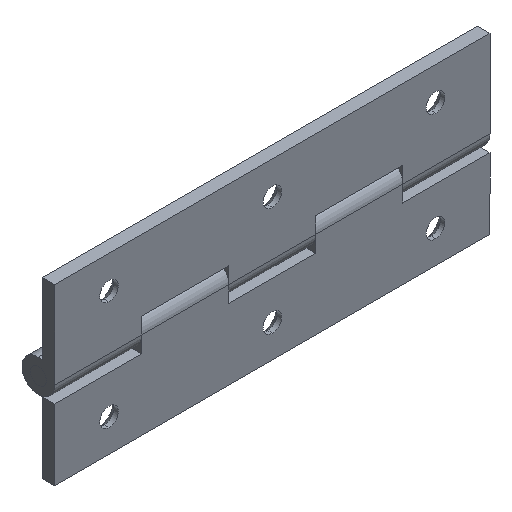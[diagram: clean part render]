
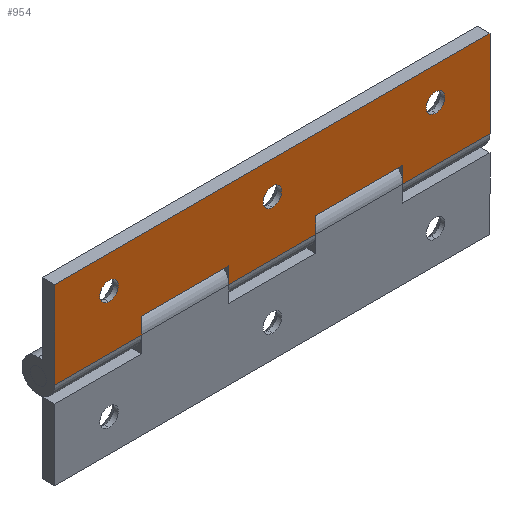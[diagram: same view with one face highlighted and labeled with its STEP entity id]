
A CAD part, isometric view. The second image highlights one B-rep face of the part: STEP entity #954.
In plain terms, the highlighted planar face has unit normal (0, -1, 0).
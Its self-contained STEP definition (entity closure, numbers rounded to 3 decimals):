
#3 = ORIENTED_EDGE ( 'NONE', *, *, #761, .T. ) ;
#36 = ORIENTED_EDGE ( 'NONE', *, *, #37, .F. ) ;
#37 = EDGE_CURVE ( 'NONE', #369, #281, #806, .T. ) ;
#62 = VERTEX_POINT ( 'NONE', #1152 ) ;
#63 = VERTEX_POINT ( 'NONE', #1147 ) ;
#66 = EDGE_CURVE ( 'NONE', #62, #63, #1132, .T. ) ;
#129 = EDGE_CURVE ( 'NONE', #130, #131, #1124, .T. ) ;
#130 = VERTEX_POINT ( 'NONE', #1120 ) ;
#131 = VERTEX_POINT ( 'NONE', #1119 ) ;
#150 = VERTEX_POINT ( 'NONE', #1055 ) ;
#152 = EDGE_CURVE ( 'NONE', #150, #153, #1054, .T. ) ;
#153 = VERTEX_POINT ( 'NONE', #1049 ) ;
#177 = ORIENTED_EDGE ( 'NONE', *, *, #178, .F. ) ;
#178 = EDGE_CURVE ( 'NONE', #281, #770, #1314, .T. ) ;
#179 = EDGE_CURVE ( 'NONE', #180, #252, #1343, .T. ) ;
#180 = VERTEX_POINT ( 'NONE', #1232 ) ;
#181 = ORIENTED_EDGE ( 'NONE', *, *, #182, .F. ) ;
#182 = EDGE_CURVE ( 'NONE', #811, #180, #1338, .T. ) ;
#248 = ORIENTED_EDGE ( 'NONE', *, *, #772, .F. ) ;
#251 = ORIENTED_EDGE ( 'NONE', *, *, #179, .F. ) ;
#252 = VERTEX_POINT ( 'NONE', #1267 ) ;
#281 = VERTEX_POINT ( 'NONE', #1324 ) ;
#290 = ORIENTED_EDGE ( 'NONE', *, *, #291, .F. ) ;
#291 = EDGE_CURVE ( 'NONE', #252, #369, #1428, .T. ) ;
#369 = VERTEX_POINT ( 'NONE', #1487 ) ;
#453 = EDGE_CURVE ( 'NONE', #927, #762, #1823, .T. ) ;
#454 = ORIENTED_EDGE ( 'NONE', *, *, #926, .F. ) ;
#455 = ORIENTED_EDGE ( 'NONE', *, *, #453, .T. ) ;
#761 = EDGE_CURVE ( 'NONE', #762, #773, #2136, .T. ) ;
#762 = VERTEX_POINT ( 'NONE', #2132 ) ;
#768 = VERTEX_POINT ( 'NONE', #2297 ) ;
#770 = VERTEX_POINT ( 'NONE', #2291 ) ;
#772 = EDGE_CURVE ( 'NONE', #770, #773, #2290, .T. ) ;
#773 = VERTEX_POINT ( 'NONE', #2286 ) ;
#803 = DIRECTION ( 'NONE',  ( -1., 0., 0. ) ) ;
#804 = VECTOR ( 'NONE', #803, 1000. ) ;
#805 = CARTESIAN_POINT ( 'NONE',  ( -24., -3., 3. ) ) ;
#806 = LINE ( 'NONE', #805, #804 ) ;
#810 = VERTEX_POINT ( 'NONE', #2226 ) ;
#811 = VERTEX_POINT ( 'NONE', #2225 ) ;
#812 = ORIENTED_EDGE ( 'NONE', *, *, #813, .F. ) ;
#813 = EDGE_CURVE ( 'NONE', #913, #810, #2224, .T. ) ;
#814 = ORIENTED_EDGE ( 'NONE', *, *, #912, .F. ) ;
#845 = EDGE_CURVE ( 'NONE', #63, #62, #2157, .T. ) ;
#912 = EDGE_CURVE ( 'NONE', #768, #913, #2454, .T. ) ;
#913 = VERTEX_POINT ( 'NONE', #2483 ) ;
#916 = EDGE_LOOP ( 'NONE', ( #917, #919 ) ) ;
#917 = ORIENTED_EDGE ( 'NONE', *, *, #918, .T. ) ;
#918 = EDGE_CURVE ( 'NONE', #153, #150, #2386, .T. ) ;
#919 = ORIENTED_EDGE ( 'NONE', *, *, #152, .T. ) ;
#920 = EDGE_LOOP ( 'NONE', ( #921, #812, #814, #454, #455, #3, #248, #177, #36, #290, #251, #181 ) ) ;
#921 = ORIENTED_EDGE ( 'NONE', *, *, #922, .F. ) ;
#922 = EDGE_CURVE ( 'NONE', #810, #811, #2381, .T. ) ;
#926 = EDGE_CURVE ( 'NONE', #927, #768, #2367, .T. ) ;
#927 = VERTEX_POINT ( 'NONE', #2363 ) ;
#954 = ADVANCED_FACE ( 'NONE', ( #2356, #2355, #2354, #2353 ), #2352, .F. ) ;
#955 = EDGE_LOOP ( 'NONE', ( #979, #981 ) ) ;
#956 = ORIENTED_EDGE ( 'NONE', *, *, #66, .T. ) ;
#979 = ORIENTED_EDGE ( 'NONE', *, *, #980, .T. ) ;
#980 = EDGE_CURVE ( 'NONE', #131, #130, #2405, .T. ) ;
#981 = ORIENTED_EDGE ( 'NONE', *, *, #129, .T. ) ;
#982 = EDGE_LOOP ( 'NONE', ( #983, #956 ) ) ;
#983 = ORIENTED_EDGE ( 'NONE', *, *, #845, .T. ) ;
#1049 = CARTESIAN_POINT ( 'NONE',  ( 30., -3., 11.7 ) ) ;
#1050 = DIRECTION ( 'NONE',  ( 0., 0., 1. ) ) ;
#1051 = DIRECTION ( 'NONE',  ( 0., 1., 0. ) ) ;
#1052 = CARTESIAN_POINT ( 'NONE',  ( 30., -3., 10. ) ) ;
#1053 = AXIS2_PLACEMENT_3D ( 'NONE', #1052, #1051, #1050 ) ;
#1054 = CIRCLE ( 'NONE', #1053, 1.7 ) ;
#1055 = CARTESIAN_POINT ( 'NONE',  ( 30., -3., 8.3 ) ) ;
#1119 = CARTESIAN_POINT ( 'NONE',  ( -30., -3., 11.7 ) ) ;
#1120 = CARTESIAN_POINT ( 'NONE',  ( -30., -3., 8.3 ) ) ;
#1121 = DIRECTION ( 'NONE',  ( 0., 0., 1. ) ) ;
#1122 = DIRECTION ( 'NONE',  ( 0., 1., 0. ) ) ;
#1123 = AXIS2_PLACEMENT_3D ( 'NONE', #1189, #1122, #1121 ) ;
#1124 = CIRCLE ( 'NONE', #1123, 1.7 ) ;
#1129 = DIRECTION ( 'NONE',  ( 0., 1., 0. ) ) ;
#1130 = CARTESIAN_POINT ( 'NONE',  ( 0., -3., 10. ) ) ;
#1131 = AXIS2_PLACEMENT_3D ( 'NONE', #1130, #1129, #1197 ) ;
#1132 = CIRCLE ( 'NONE', #1131, 1.7 ) ;
#1147 = CARTESIAN_POINT ( 'NONE',  ( 0., -3., 11.7 ) ) ;
#1152 = CARTESIAN_POINT ( 'NONE',  ( 0., -3., 8.3 ) ) ;
#1189 = CARTESIAN_POINT ( 'NONE',  ( -30., -3., 10. ) ) ;
#1197 = DIRECTION ( 'NONE',  ( 0., 0., 1. ) ) ;
#1232 = CARTESIAN_POINT ( 'NONE',  ( 8., -3., 0. ) ) ;
#1233 = DIRECTION ( 'NONE',  ( -1., 0., 0. ) ) ;
#1234 = VECTOR ( 'NONE', #1233, 1000. ) ;
#1267 = CARTESIAN_POINT ( 'NONE',  ( -8., -3., 0. ) ) ;
#1314 = LINE ( 'NONE', #1363, #1432 ) ;
#1324 = CARTESIAN_POINT ( 'NONE',  ( -24., -3., 3. ) ) ;
#1335 = DIRECTION ( 'NONE',  ( 0., 0., -1. ) ) ;
#1336 = VECTOR ( 'NONE', #1335, 1000. ) ;
#1337 = CARTESIAN_POINT ( 'NONE',  ( 8., -3., 3. ) ) ;
#1338 = LINE ( 'NONE', #1337, #1336 ) ;
#1342 = CARTESIAN_POINT ( 'NONE',  ( 40., -3., 0. ) ) ;
#1343 = LINE ( 'NONE', #1342, #1234 ) ;
#1363 = CARTESIAN_POINT ( 'NONE',  ( -24., -3., 3. ) ) ;
#1422 = DIRECTION ( 'NONE',  ( 0., 0., 1. ) ) ;
#1423 = VECTOR ( 'NONE', #1422, 1000. ) ;
#1424 = CARTESIAN_POINT ( 'NONE',  ( -8., -3., 3. ) ) ;
#1428 = LINE ( 'NONE', #1424, #1423 ) ;
#1431 = DIRECTION ( 'NONE',  ( 0., 0., -1. ) ) ;
#1432 = VECTOR ( 'NONE', #1431, 1000. ) ;
#1487 = CARTESIAN_POINT ( 'NONE',  ( -8., -3., 3. ) ) ;
#1698 = DIRECTION ( 'NONE',  ( -1., 0., 0. ) ) ;
#1699 = VECTOR ( 'NONE', #1698, 1000. ) ;
#1822 = CARTESIAN_POINT ( 'NONE',  ( 40., -3., 16. ) ) ;
#1823 = LINE ( 'NONE', #1822, #1699 ) ;
#2132 = CARTESIAN_POINT ( 'NONE',  ( -40., -3., 16. ) ) ;
#2133 = DIRECTION ( 'NONE',  ( 0., 0., -1. ) ) ;
#2134 = VECTOR ( 'NONE', #2133, 1000. ) ;
#2135 = CARTESIAN_POINT ( 'NONE',  ( -40., -3., 16. ) ) ;
#2136 = LINE ( 'NONE', #2135, #2134 ) ;
#2153 = DIRECTION ( 'NONE',  ( 0., 0., 1. ) ) ;
#2154 = DIRECTION ( 'NONE',  ( 0., 1., 0. ) ) ;
#2155 = CARTESIAN_POINT ( 'NONE',  ( 0., -3., 10. ) ) ;
#2156 = AXIS2_PLACEMENT_3D ( 'NONE', #2155, #2154, #2153 ) ;
#2157 = CIRCLE ( 'NONE', #2156, 1.7 ) ;
#2221 = DIRECTION ( 'NONE',  ( 0., 0., 1. ) ) ;
#2222 = VECTOR ( 'NONE', #2221, 1000. ) ;
#2223 = CARTESIAN_POINT ( 'NONE',  ( 24., -3., 3. ) ) ;
#2224 = LINE ( 'NONE', #2223, #2222 ) ;
#2225 = CARTESIAN_POINT ( 'NONE',  ( 8., -3., 3. ) ) ;
#2226 = CARTESIAN_POINT ( 'NONE',  ( 24., -3., 3. ) ) ;
#2286 = CARTESIAN_POINT ( 'NONE',  ( -40., -3., 0. ) ) ;
#2287 = DIRECTION ( 'NONE',  ( -1., 0., 0. ) ) ;
#2288 = VECTOR ( 'NONE', #2287, 1000. ) ;
#2289 = CARTESIAN_POINT ( 'NONE',  ( 40., -3., 0. ) ) ;
#2290 = LINE ( 'NONE', #2289, #2288 ) ;
#2291 = CARTESIAN_POINT ( 'NONE',  ( -24., -3., 0. ) ) ;
#2297 = CARTESIAN_POINT ( 'NONE',  ( 40., -3., 0. ) ) ;
#2348 = DIRECTION ( 'NONE',  ( 0., 0., 1. ) ) ;
#2349 = DIRECTION ( 'NONE',  ( 0., 1., 0. ) ) ;
#2350 = CARTESIAN_POINT ( 'NONE',  ( 40., -3., 16. ) ) ;
#2351 = AXIS2_PLACEMENT_3D ( 'NONE', #2350, #2349, #2348 ) ;
#2352 = PLANE ( 'NONE',  #2351 ) ;
#2353 = FACE_OUTER_BOUND ( 'NONE', #920, .T. ) ;
#2354 = FACE_BOUND ( 'NONE', #916, .T. ) ;
#2355 = FACE_BOUND ( 'NONE', #982, .T. ) ;
#2356 = FACE_BOUND ( 'NONE', #955, .T. ) ;
#2363 = CARTESIAN_POINT ( 'NONE',  ( 40., -3., 16. ) ) ;
#2364 = DIRECTION ( 'NONE',  ( 0., 0., -1. ) ) ;
#2365 = VECTOR ( 'NONE', #2364, 1000. ) ;
#2366 = CARTESIAN_POINT ( 'NONE',  ( 40., -3., 16. ) ) ;
#2367 = LINE ( 'NONE', #2366, #2365 ) ;
#2381 = LINE ( 'NONE', #2496, #2495 ) ;
#2382 = DIRECTION ( 'NONE',  ( 0., 0., 1. ) ) ;
#2383 = DIRECTION ( 'NONE',  ( 0., 1., 0. ) ) ;
#2384 = CARTESIAN_POINT ( 'NONE',  ( 30., -3., 10. ) ) ;
#2385 = AXIS2_PLACEMENT_3D ( 'NONE', #2384, #2383, #2382 ) ;
#2386 = CIRCLE ( 'NONE', #2385, 1.7 ) ;
#2401 = DIRECTION ( 'NONE',  ( 0., 0., 1. ) ) ;
#2402 = DIRECTION ( 'NONE',  ( 0., 1., 0. ) ) ;
#2403 = CARTESIAN_POINT ( 'NONE',  ( -30., -3., 10. ) ) ;
#2404 = AXIS2_PLACEMENT_3D ( 'NONE', #2403, #2402, #2401 ) ;
#2405 = CIRCLE ( 'NONE', #2404, 1.7 ) ;
#2454 = LINE ( 'NONE', #2473, #2472 ) ;
#2472 = VECTOR ( 'NONE', #2484, 1000. ) ;
#2473 = CARTESIAN_POINT ( 'NONE',  ( 40., -3., 0. ) ) ;
#2483 = CARTESIAN_POINT ( 'NONE',  ( 24., -3., 0. ) ) ;
#2484 = DIRECTION ( 'NONE',  ( -1., 0., 0. ) ) ;
#2494 = DIRECTION ( 'NONE',  ( -1., 0., 0. ) ) ;
#2495 = VECTOR ( 'NONE', #2494, 1000. ) ;
#2496 = CARTESIAN_POINT ( 'NONE',  ( 24., -3., 3. ) ) ;
